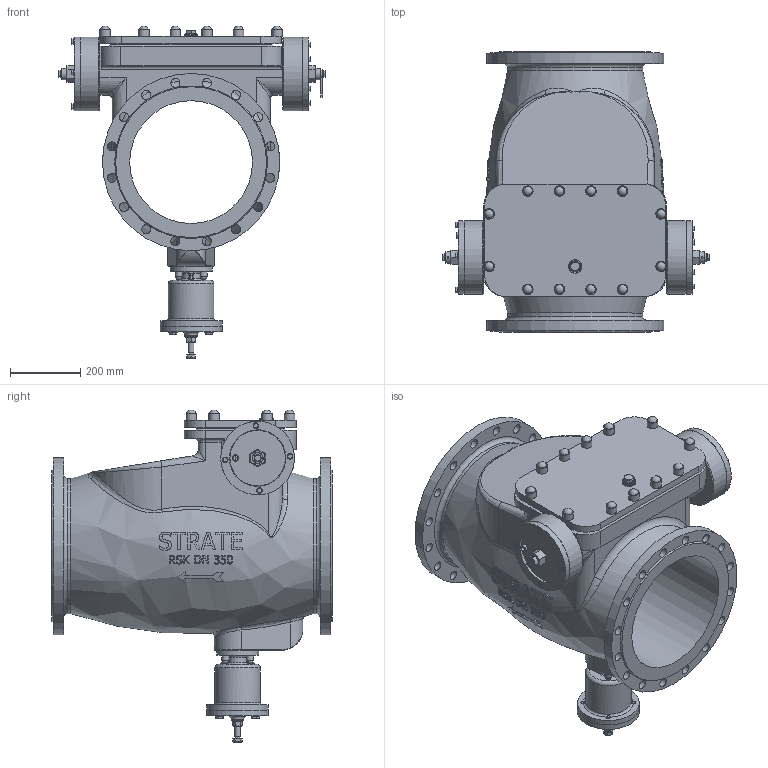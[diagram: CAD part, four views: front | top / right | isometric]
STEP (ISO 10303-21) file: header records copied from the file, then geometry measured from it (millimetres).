
FILE_DESCRIPTION(/* description */ (''),/* implementation_level */ '2;1');
FILE_NAME(/* name */ 'RSK DN 350 FTUD.stp',/* time_stamp */ '2020-01-29T15:22:19+01:00',/* author */ ('aunrein'),/* organization */ (''),/* preprocessor_version */ 'ST-DEVELOPER v16.13',/* originating_system */ 'Autodesk Inventor 2018',/* authorisation */ '');
FILE_SCHEMA (('AUTOMOTIVE_DESIGN { 1 0 10303 214 3 1 1 }'));
Products named in the file (1): RSK DN350 FTUD_Shrinkwrap_1
Bounding box: 760.8 x 800 x 946.11 mm (x, y, z)
Volume: 92481461.6 mm3; surface area: 3946938.3 mm2
Topology: 68 solids, 68 shells, 1383 faces, 3181 edges, 1992 vertices
Faces by surface type: plane 643, bspline 275, cylinder 244, cone 160, torus 45, sphere 16
Full cylindrical faces by diameter (mm): 5 x2, 7.323 x8, 8 x8, 9.188 x2, 10 x2, 11.053 x4, 11.4 x8, 12 x6, 14.917 x1, 15.4 x2, 16 x9, 17.2 x4, 18 x2, 20 x12, 22 x1, 24 x4, 26 x32, 30 x13, 31.177 x1, 32 x2, 33.249 x1, 35 x1, 38.9 x1, 39 x1, 50 x2, 78.7 x1, 110 x2, 114.5 x1, 120 x1, 130 x1
Entity records: 46465 total; most frequent: CARTESIAN_POINT 16329, ORIENTED_EDGE 5760, DIRECTION 5662, EDGE_CURVE 2880, AXIS2_PLACEMENT_3D 2365, VERTEX_POINT 1942, EDGE_LOOP 1770, STYLED_ITEM 1449
